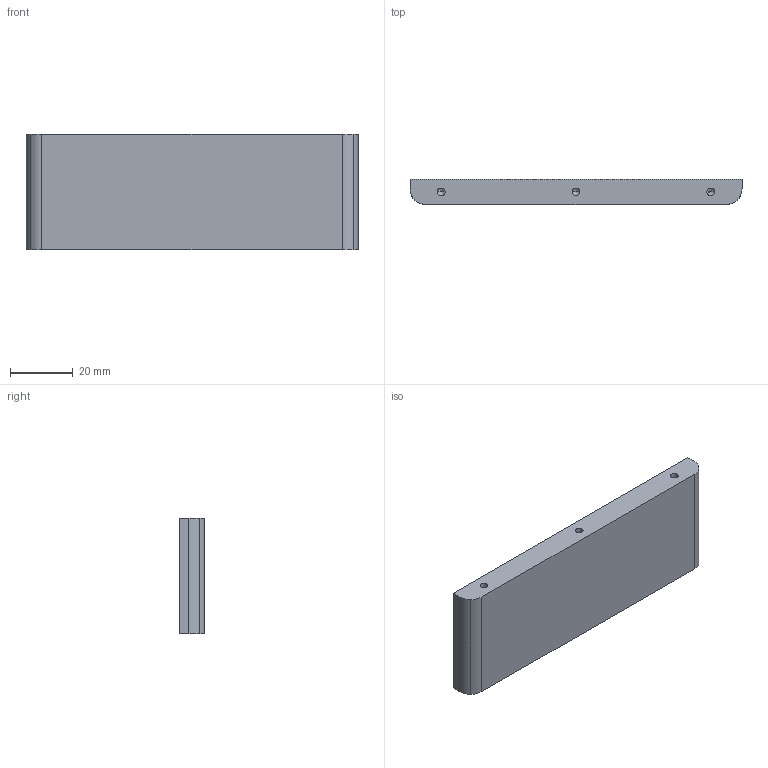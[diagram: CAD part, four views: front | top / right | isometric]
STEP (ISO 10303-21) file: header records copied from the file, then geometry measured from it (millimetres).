
FILE_DESCRIPTION (( 'STEP AP214' ), '1' );
FILE_NAME ('side 2.STEP', '2024-08-01T09:14:04', ( '' ), ( '' ), 'SwSTEP 2.0', 'SolidWorks 2024', '' );
FILE_SCHEMA (( 'AUTOMOTIVE_DESIGN' ));
Length unit declared in the file: millimetre
Products named in the file (1): side 2
Bounding box: 106 x 8 x 37 mm (x, y, z)
Volume: 30732.6 mm3; surface area: 10345.8 mm2
Topology: 1 solids, 1 shells, 34 faces, 84 edges, 46 vertices
Faces by surface type: cylinder 16, cone 12, plane 6
Entity records: 943 total; most frequent: DIRECTION 174, CARTESIAN_POINT 153, ORIENTED_EDGE 144, EDGE_CURVE 72, AXIS2_PLACEMENT_3D 67, VERTEX_POINT 46, LINE 40, EDGE_LOOP 40
